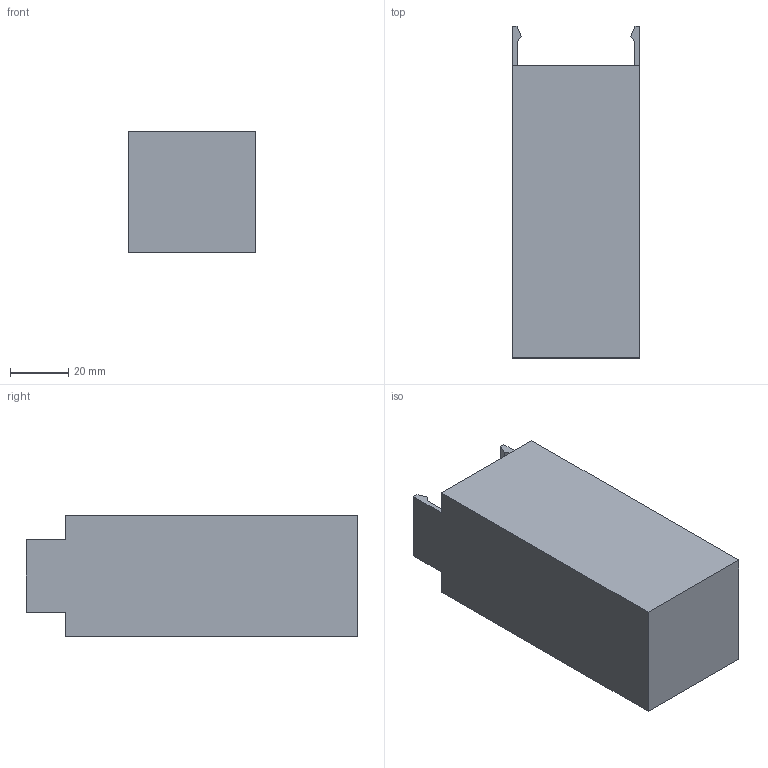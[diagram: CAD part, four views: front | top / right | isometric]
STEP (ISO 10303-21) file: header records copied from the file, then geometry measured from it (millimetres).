
FILE_DESCRIPTION (( 'STEP AP214' ), '1' );
FILE_NAME ('Pebble_Bucket.STEP', '2022-06-20T00:51:16', ( '' ), ( '' ), 'SwSTEP 2.0', 'SolidWorks 2021', '' );
FILE_SCHEMA (( 'AUTOMOTIVE_DESIGN' ));
Length unit declared in the file: millimetre
Products named in the file (1): Pebble_Bucket
Bounding box: 44 x 114.2 x 41.8 mm (x, y, z)
Volume: 23641.8 mm3; surface area: 38406.6 mm2
Topology: 1 solids, 1 shells, 37 faces, 97 edges, 62 vertices
Faces by surface type: plane 27, cylinder 6, torus 4
Entity records: 1161 total; most frequent: CARTESIAN_POINT 197, ORIENTED_EDGE 194, DIRECTION 189, EDGE_CURVE 97, VECTOR 81, LINE 81, VERTEX_POINT 62, AXIS2_PLACEMENT_3D 54
